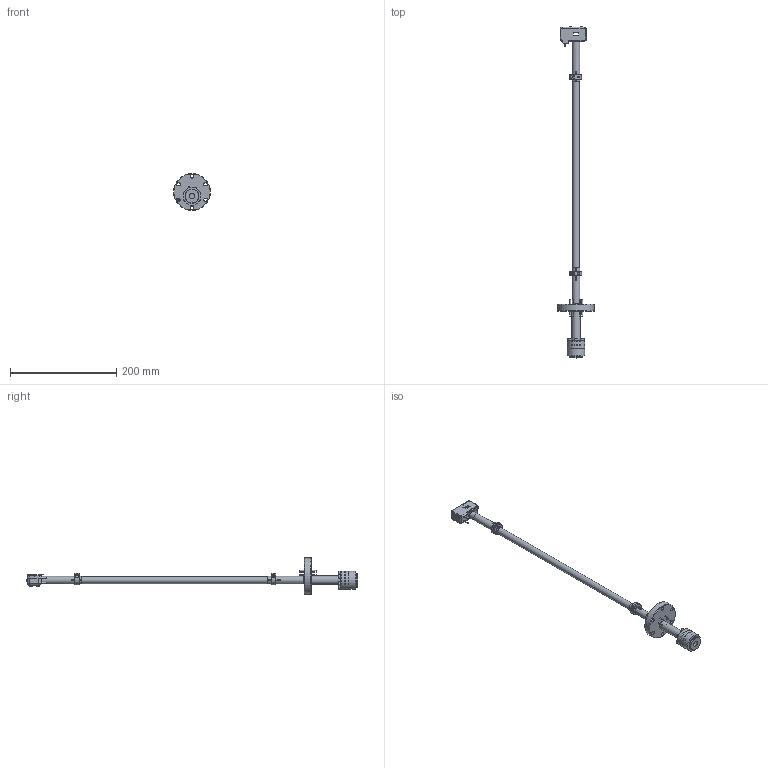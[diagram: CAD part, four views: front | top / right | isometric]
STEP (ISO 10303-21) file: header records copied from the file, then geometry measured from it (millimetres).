
FILE_DESCRIPTION(/* description */ ('EIES Standard Sensor (016-600-GXX)'),/* implementation_level */ '2;1');
FILE_NAME(/* name */ '016-600-GXX - EIES Standard Sensor (Outline Model rev.B).stp',/* time_stamp */ '2016-04-20T13:33:28-04:00',/* author */ ('Joel Plasencia'),/* organization */ ('INFICON'),/* preprocessor_version */ 'ST-DEVELOPER v11',/* originating_system */ 'SIEMENS PLM Software NX 7.5',/* authorisation */ 'Copyright (c) 2016 INFICON - ALL RIGHTS RESERVED');
FILE_SCHEMA (('AUTOMOTIVE_DESIGN { 1 0 10303 214 1 1 1 1 }'));
Length unit declared in the file: inch
Products named in the file (1): 016-600-GXX_B
Bounding box: 69.34 x 623.75 x 69.34 mm (x, y, z)
Volume: 112158.9 mm3; surface area: 87160.5 mm2
Topology: 3 solids, 11 shells, 491 faces, 1212 edges, 801 vertices
Faces by surface type: plane 282, cylinder 140, cone 43, bspline 16, torus 4, extrusion 3, sphere 2, revolution 1
Full cylindrical faces by diameter (mm): 1.27 x10, 3.454 x6, 3.505 x1, 3.556 x4, 4.14 x6, 4.166 x6, 4.369 x6, 4.648 x2, 6.35 x2, 6.731 x3, 6.858 x6, 10.312 x1, 10.973 x1, 11.049 x2, 12.7 x2, 12.751 x1, 12.827 x4, 13.208 x1, 14.275 x2, 14.351 x1, 15.24 x1, 15.875 x3, 18.288 x2, 19.05 x1, 19.558 x1, 21.387 x1, 21.463 x1, 25.502 x1, 26.289 x1, 33.782 x3
Entity records: 15643 total; most frequent: CARTESIAN_POINT 4457, DIRECTION 2163, ORIENTED_EDGE 1986, EDGE_CURVE 993, AXIS2_PLACEMENT_3D 823, EDGE_LOOP 729, VERTEX_POINT 720, VECTOR 516
